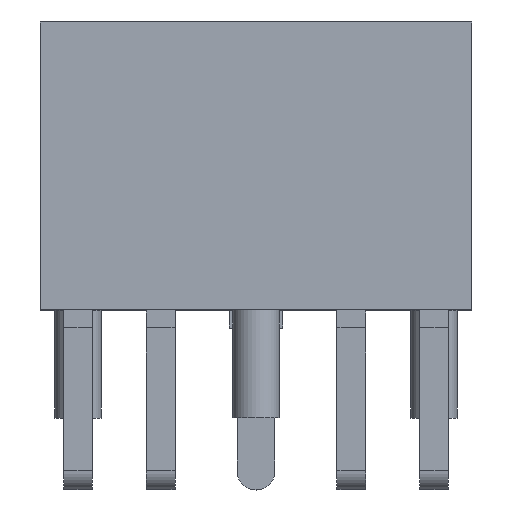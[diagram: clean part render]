
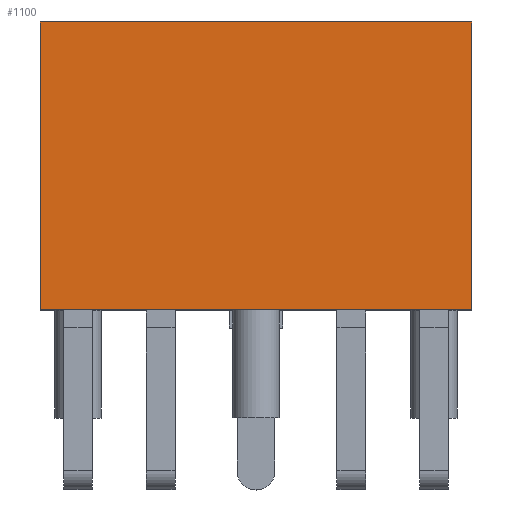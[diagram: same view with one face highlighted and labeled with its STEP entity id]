
A CAD part, top view. The second image highlights one B-rep face of the part: STEP entity #1100.
In plain terms, the highlighted planar face has unit normal (0, 0, 1).
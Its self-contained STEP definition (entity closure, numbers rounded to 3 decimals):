
#70=PLANE('',#1198);
#195=LINE('',#1799,#322);
#196=LINE('',#1802,#323);
#197=LINE('',#1804,#324);
#198=LINE('',#1805,#325);
#322=VECTOR('',#1485,10.);
#323=VECTOR('',#1488,10.);
#324=VECTOR('',#1489,10.);
#325=VECTOR('',#1490,10.);
#395=FACE_OUTER_BOUND('',#457,.T.);
#457=EDGE_LOOP('',(#1003,#1004,#1005,#1006));
#588=VERTEX_POINT('',#1795);
#589=VERTEX_POINT('',#1797);
#590=VERTEX_POINT('',#1801);
#591=VERTEX_POINT('',#1803);
#736=EDGE_CURVE('',#588,#589,#195,.T.);
#737=EDGE_CURVE('',#590,#588,#196,.T.);
#738=EDGE_CURVE('',#591,#589,#197,.T.);
#739=EDGE_CURVE('',#590,#591,#198,.T.);
#1003=ORIENTED_EDGE('',*,*,#737,.T.);
#1004=ORIENTED_EDGE('',*,*,#736,.T.);
#1005=ORIENTED_EDGE('',*,*,#738,.F.);
#1006=ORIENTED_EDGE('',*,*,#739,.F.);
#1100=ADVANCED_FACE('',(#395),#70,.T.);
#1198=AXIS2_PLACEMENT_3D('',#1800,#1486,#1487);
#1485=DIRECTION('',(0.,1.,0.));
#1486=DIRECTION('center_axis',(0.,0.,1.));
#1487=DIRECTION('ref_axis',(1.,0.,0.));
#1488=DIRECTION('',(1.,0.,0.));
#1489=DIRECTION('',(1.,0.,0.));
#1490=DIRECTION('',(0.,1.,0.));
#1795=CARTESIAN_POINT('',(6.,0.,5.8));
#1797=CARTESIAN_POINT('',(6.,8.,5.8));
#1799=CARTESIAN_POINT('',(6.,0.,5.8));
#1800=CARTESIAN_POINT('Origin',(-6.,0.,5.8));
#1801=CARTESIAN_POINT('',(-6.,0.,5.8));
#1802=CARTESIAN_POINT('',(-6.,0.,5.8));
#1803=CARTESIAN_POINT('',(-6.,8.,5.8));
#1804=CARTESIAN_POINT('',(-6.,8.,5.8));
#1805=CARTESIAN_POINT('',(-6.,0.,5.8));
